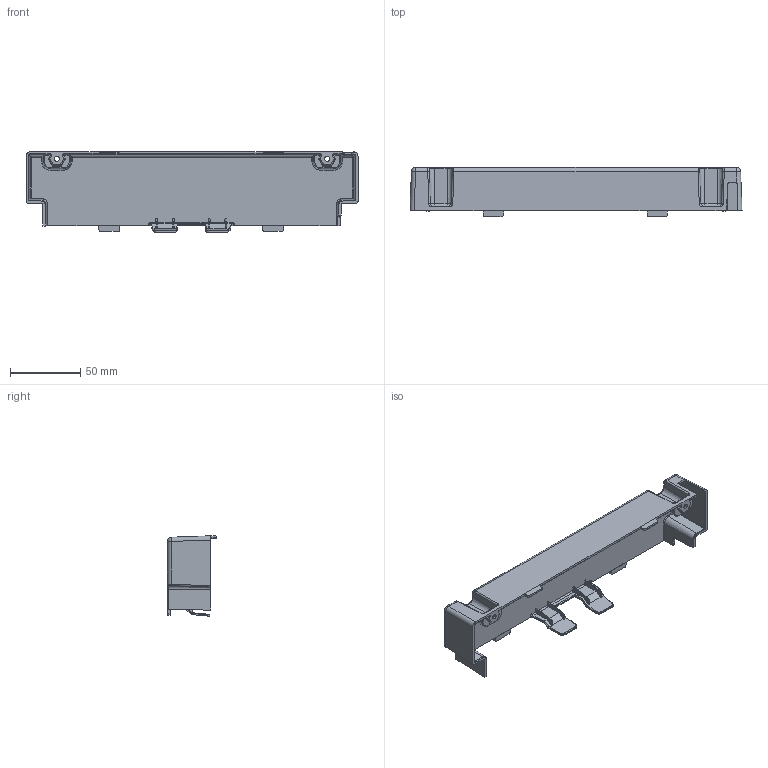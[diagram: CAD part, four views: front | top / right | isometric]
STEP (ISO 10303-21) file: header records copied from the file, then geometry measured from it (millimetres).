
FILE_DESCRIPTION (( 'STEP AP203' ), '1' );
FILE_NAME ('1901-B.STEP', '2015-02-05T13:41:00', ( '' ), ( '' ), 'SwSTEP 2.0', 'SolidWorks 2014', '' );
FILE_SCHEMA (( 'CONFIG_CONTROL_DESIGN' ));
Length unit declared in the file: millimetre
Products named in the file (1): 1901-B
Bounding box: 237 x 35 x 57.37 mm (x, y, z)
Volume: 46903.8 mm3; surface area: 49051.8 mm2
Topology: 1 solids, 1 shells, 585 faces, 1437 edges, 825 vertices
Faces by surface type: cylinder 261, plane 133, bspline 119, sphere 31, torus 22, cone 19
Entity records: 18287 total; most frequent: CARTESIAN_POINT 5900, ORIENTED_EDGE 2812, DIRECTION 2416, EDGE_CURVE 1406, AXIS2_PLACEMENT_3D 879, VERTEX_POINT 825, LINE 658, VECTOR 658
